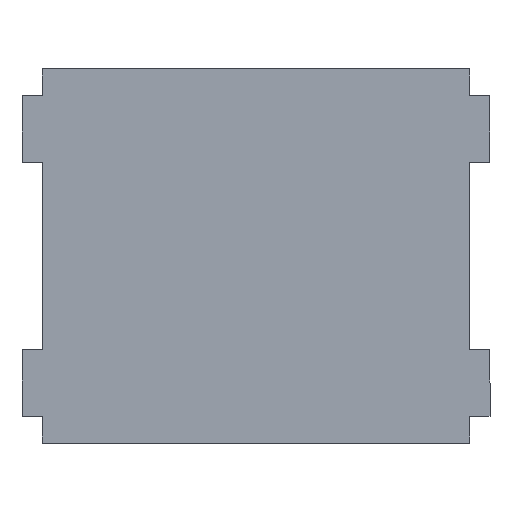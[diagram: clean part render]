
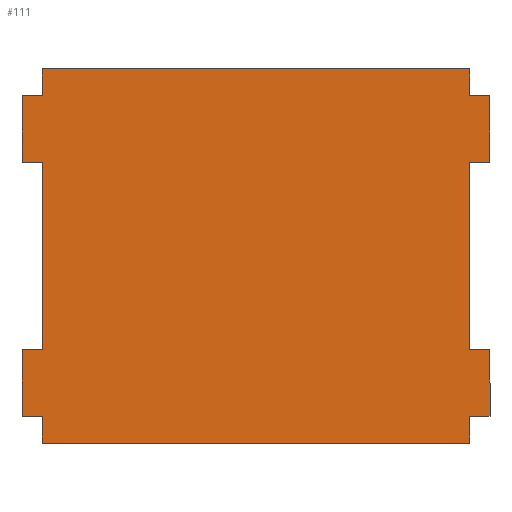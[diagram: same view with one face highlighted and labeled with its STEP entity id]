
A CAD part, front view. The second image highlights one B-rep face of the part: STEP entity #111.
In plain terms, the highlighted planar face has unit normal (0, -1, 0).
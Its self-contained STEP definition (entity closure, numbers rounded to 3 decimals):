
#3 = CARTESIAN_POINT ( 'NONE',  ( 1.6, 0., 1.4 ) ) ;
#4 = EDGE_CURVE ( 'NONE', #756, #329, #755, .T. ) ;
#5 = VERTEX_POINT ( 'NONE', #174 ) ;
#6 = ORIENTED_EDGE ( 'NONE', *, *, #700, .F. ) ;
#20 = CARTESIAN_POINT ( 'NONE',  ( -1.6, 0., 1.4 ) ) ;
#26 = VERTEX_POINT ( 'NONE', #109 ) ;
#27 = CARTESIAN_POINT ( 'NONE',  ( 1.75, 0., -1.2 ) ) ;
#29 = VECTOR ( 'NONE', #236, 1000. ) ;
#34 = EDGE_CURVE ( 'NONE', #437, #63, #715, .T. ) ;
#55 = CARTESIAN_POINT ( 'NONE',  ( 0., 0., 0. ) ) ;
#62 = VECTOR ( 'NONE', #688, 1000. ) ;
#63 = VERTEX_POINT ( 'NONE', #452 ) ;
#74 = EDGE_CURVE ( 'NONE', #625, #768, #120, .T. ) ;
#75 = ORIENTED_EDGE ( 'NONE', *, *, #578, .T. ) ;
#81 = DIRECTION ( 'NONE',  ( 0., 0., -1. ) ) ;
#84 = DIRECTION ( 'NONE',  ( 0., 0., 1. ) ) ;
#93 = CARTESIAN_POINT ( 'NONE',  ( 1.6, 0., 1.2 ) ) ;
#94 = LINE ( 'NONE', #674, #654 ) ;
#99 = DIRECTION ( 'NONE',  ( 1., 0., 0. ) ) ;
#101 = CARTESIAN_POINT ( 'NONE',  ( -1.6, 0., 1.4 ) ) ;
#104 = EDGE_CURVE ( 'NONE', #777, #26, #135, .T. ) ;
#107 = LINE ( 'NONE', #20, #762 ) ;
#108 = LINE ( 'NONE', #771, #704 ) ;
#109 = CARTESIAN_POINT ( 'NONE',  ( -1.75, 0., -1.2 ) ) ;
#111 = ADVANCED_FACE ( 'NONE', ( #733 ), #310, .T. ) ;
#113 = EDGE_CURVE ( 'NONE', #513, #5, #108, .T. ) ;
#118 = EDGE_CURVE ( 'NONE', #158, #777, #279, .T. ) ;
#120 = LINE ( 'NONE', #313, #521 ) ;
#124 = CARTESIAN_POINT ( 'NONE',  ( 1.6, 0., 1.4 ) ) ;
#128 = CARTESIAN_POINT ( 'NONE',  ( -1.6, 0., -0.7 ) ) ;
#132 = LINE ( 'NONE', #229, #508 ) ;
#135 = LINE ( 'NONE', #518, #408 ) ;
#148 = VECTOR ( 'NONE', #456, 1000. ) ;
#150 = DIRECTION ( 'NONE',  ( -1., 0., 0. ) ) ;
#158 = VERTEX_POINT ( 'NONE', #128 ) ;
#160 = CARTESIAN_POINT ( 'NONE',  ( 1.6, 0., -1.2 ) ) ;
#165 = VECTOR ( 'NONE', #798, 1000. ) ;
#174 = CARTESIAN_POINT ( 'NONE',  ( -1.6, 0., 0.7 ) ) ;
#178 = ORIENTED_EDGE ( 'NONE', *, *, #34, .T. ) ;
#192 = DIRECTION ( 'NONE',  ( -1., 0., 0. ) ) ;
#212 = EDGE_CURVE ( 'NONE', #717, #463, #811, .T. ) ;
#214 = EDGE_CURVE ( 'NONE', #245, #463, #667, .T. ) ;
#216 = ORIENTED_EDGE ( 'NONE', *, *, #4, .F. ) ;
#226 = CARTESIAN_POINT ( 'NONE',  ( 1.6, 0., 1.4 ) ) ;
#228 = ORIENTED_EDGE ( 'NONE', *, *, #214, .F. ) ;
#229 = CARTESIAN_POINT ( 'NONE',  ( -1.75, 0., 1.2 ) ) ;
#233 = CARTESIAN_POINT ( 'NONE',  ( 1.6, 0., 1.4 ) ) ;
#236 = DIRECTION ( 'NONE',  ( 1., 0., 0. ) ) ;
#238 = CARTESIAN_POINT ( 'NONE',  ( -1.75, 0., -0.7 ) ) ;
#243 = VECTOR ( 'NONE', #99, 1000. ) ;
#245 = VERTEX_POINT ( 'NONE', #840 ) ;
#252 = LINE ( 'NONE', #288, #29 ) ;
#256 = VERTEX_POINT ( 'NONE', #325 ) ;
#260 = DIRECTION ( 'NONE',  ( -1., 0., 0. ) ) ;
#269 = CARTESIAN_POINT ( 'NONE',  ( 1.6, 0., -0.7 ) ) ;
#271 = VECTOR ( 'NONE', #687, 1000. ) ;
#277 = CARTESIAN_POINT ( 'NONE',  ( -1.6, 0., -1.2 ) ) ;
#279 = LINE ( 'NONE', #442, #532 ) ;
#284 = CARTESIAN_POINT ( 'NONE',  ( 1.6, 0., 1.2 ) ) ;
#288 = CARTESIAN_POINT ( 'NONE',  ( -1.6, 0., -1.2 ) ) ;
#306 = ORIENTED_EDGE ( 'NONE', *, *, #800, .F. ) ;
#310 = PLANE ( 'NONE',  #673 ) ;
#313 = CARTESIAN_POINT ( 'NONE',  ( -1.6, 0., -1.4 ) ) ;
#318 = DIRECTION ( 'NONE',  ( 0., -1., 0. ) ) ;
#323 = VECTOR ( 'NONE', #409, 1000. ) ;
#325 = CARTESIAN_POINT ( 'NONE',  ( 1.6, 0., -1.2 ) ) ;
#329 = VERTEX_POINT ( 'NONE', #124 ) ;
#333 = LINE ( 'NONE', #233, #165 ) ;
#335 = ORIENTED_EDGE ( 'NONE', *, *, #74, .F. ) ;
#340 = CARTESIAN_POINT ( 'NONE',  ( 1.6, 0., 0.7 ) ) ;
#355 = CARTESIAN_POINT ( 'NONE',  ( 1.75, 0., -1.2 ) ) ;
#363 = CARTESIAN_POINT ( 'NONE',  ( 1.75, 0., -0.7 ) ) ;
#398 = LINE ( 'NONE', #226, #446 ) ;
#401 = VERTEX_POINT ( 'NONE', #277 ) ;
#404 = CARTESIAN_POINT ( 'NONE',  ( -1.75, 0., 0.7 ) ) ;
#408 = VECTOR ( 'NONE', #514, 1000. ) ;
#409 = DIRECTION ( 'NONE',  ( 1., 0., 0. ) ) ;
#411 = DIRECTION ( 'NONE',  ( 0., 0., 1. ) ) ;
#417 = DIRECTION ( 'NONE',  ( 1., 0., 0. ) ) ;
#420 = ORIENTED_EDGE ( 'NONE', *, *, #596, .T. ) ;
#437 = VERTEX_POINT ( 'NONE', #530 ) ;
#441 = ORIENTED_EDGE ( 'NONE', *, *, #515, .T. ) ;
#442 = CARTESIAN_POINT ( 'NONE',  ( -1.6, 0., -0.7 ) ) ;
#446 = VECTOR ( 'NONE', #81, 1000. ) ;
#452 = CARTESIAN_POINT ( 'NONE',  ( 1.75, 0., 1.2 ) ) ;
#456 = DIRECTION ( 'NONE',  ( 0., 0., -1. ) ) ;
#463 = VERTEX_POINT ( 'NONE', #527 ) ;
#467 = ORIENTED_EDGE ( 'NONE', *, *, #118, .T. ) ;
#470 = VECTOR ( 'NONE', #150, 1000. ) ;
#473 = CARTESIAN_POINT ( 'NONE',  ( -1.6, 0., 1.2 ) ) ;
#477 = DIRECTION ( 'NONE',  ( 0., 0., 1. ) ) ;
#482 = ORIENTED_EDGE ( 'NONE', *, *, #606, .F. ) ;
#501 = CARTESIAN_POINT ( 'NONE',  ( -1.6, 0., 1.2 ) ) ;
#503 = ORIENTED_EDGE ( 'NONE', *, *, #621, .F. ) ;
#507 = CARTESIAN_POINT ( 'NONE',  ( 1.75, 0., 1.2 ) ) ;
#508 = VECTOR ( 'NONE', #604, 1000. ) ;
#513 = VERTEX_POINT ( 'NONE', #404 ) ;
#514 = DIRECTION ( 'NONE',  ( 0., 0., -1. ) ) ;
#515 = EDGE_CURVE ( 'NONE', #736, #598, #790, .T. ) ;
#518 = CARTESIAN_POINT ( 'NONE',  ( -1.75, 0., -1.2 ) ) ;
#521 = VECTOR ( 'NONE', #260, 1000. ) ;
#527 = CARTESIAN_POINT ( 'NONE',  ( 1.6, 0., -0.7 ) ) ;
#530 = CARTESIAN_POINT ( 'NONE',  ( 1.75, 0., 0.7 ) ) ;
#532 = VECTOR ( 'NONE', #192, 1000. ) ;
#563 = EDGE_CURVE ( 'NONE', #256, #625, #398, .T. ) ;
#571 = ORIENTED_EDGE ( 'NONE', *, *, #104, .T. ) ;
#578 = EDGE_CURVE ( 'NONE', #598, #513, #132, .T. ) ;
#586 = EDGE_LOOP ( 'NONE', ( #482, #216, #6, #441, #75, #608, #503, #467, #571, #669, #306, #335, #600, #680, #420, #787, #228, #658, #178, #659 ) ) ;
#593 = LINE ( 'NONE', #101, #271 ) ;
#596 = EDGE_CURVE ( 'NONE', #707, #717, #809, .T. ) ;
#597 = VECTOR ( 'NONE', #723, 1000. ) ;
#598 = VERTEX_POINT ( 'NONE', #672 ) ;
#600 = ORIENTED_EDGE ( 'NONE', *, *, #563, .F. ) ;
#604 = DIRECTION ( 'NONE',  ( 0., 0., -1. ) ) ;
#606 = EDGE_CURVE ( 'NONE', #329, #630, #333, .T. ) ;
#608 = ORIENTED_EDGE ( 'NONE', *, *, #113, .T. ) ;
#609 = EDGE_CURVE ( 'NONE', #26, #401, #252, .T. ) ;
#617 = CARTESIAN_POINT ( 'NONE',  ( -1.6, 0., 1.4 ) ) ;
#621 = EDGE_CURVE ( 'NONE', #158, #5, #94, .T. ) ;
#623 = LINE ( 'NONE', #160, #323 ) ;
#625 = VERTEX_POINT ( 'NONE', #737 ) ;
#626 = CARTESIAN_POINT ( 'NONE',  ( -1.6, 0., 1.4 ) ) ;
#630 = VERTEX_POINT ( 'NONE', #284 ) ;
#631 = DIRECTION ( 'NONE',  ( 1., 0., 0. ) ) ;
#633 = LINE ( 'NONE', #93, #772 ) ;
#654 = VECTOR ( 'NONE', #477, 1000. ) ;
#658 = ORIENTED_EDGE ( 'NONE', *, *, #660, .T. ) ;
#659 = ORIENTED_EDGE ( 'NONE', *, *, #741, .T. ) ;
#660 = EDGE_CURVE ( 'NONE', #245, #437, #830, .T. ) ;
#666 = EDGE_CURVE ( 'NONE', #256, #707, #623, .T. ) ;
#667 = LINE ( 'NONE', #3, #148 ) ;
#669 = ORIENTED_EDGE ( 'NONE', *, *, #609, .T. ) ;
#672 = CARTESIAN_POINT ( 'NONE',  ( -1.75, 0., 1.2 ) ) ;
#673 = AXIS2_PLACEMENT_3D ( 'NONE', #55, #318, #831 ) ;
#674 = CARTESIAN_POINT ( 'NONE',  ( -1.6, 0., 1.4 ) ) ;
#680 = ORIENTED_EDGE ( 'NONE', *, *, #666, .T. ) ;
#687 = DIRECTION ( 'NONE',  ( 0., 0., 1. ) ) ;
#688 = DIRECTION ( 'NONE',  ( 0., 0., 1. ) ) ;
#700 = EDGE_CURVE ( 'NONE', #736, #756, #107, .T. ) ;
#702 = VECTOR ( 'NONE', #417, 1000. ) ;
#704 = VECTOR ( 'NONE', #631, 1000. ) ;
#707 = VERTEX_POINT ( 'NONE', #355 ) ;
#715 = LINE ( 'NONE', #507, #62 ) ;
#717 = VERTEX_POINT ( 'NONE', #363 ) ;
#723 = DIRECTION ( 'NONE',  ( -1., 0., 0. ) ) ;
#733 = FACE_OUTER_BOUND ( 'NONE', #586, .T. ) ;
#736 = VERTEX_POINT ( 'NONE', #501 ) ;
#737 = CARTESIAN_POINT ( 'NONE',  ( 1.6, 0., -1.4 ) ) ;
#741 = EDGE_CURVE ( 'NONE', #63, #630, #633, .T. ) ;
#755 = LINE ( 'NONE', #626, #243 ) ;
#756 = VERTEX_POINT ( 'NONE', #617 ) ;
#758 = CARTESIAN_POINT ( 'NONE',  ( -1.6, 0., -1.4 ) ) ;
#762 = VECTOR ( 'NONE', #84, 1000. ) ;
#768 = VERTEX_POINT ( 'NONE', #758 ) ;
#771 = CARTESIAN_POINT ( 'NONE',  ( -1.6, 0., 0.7 ) ) ;
#772 = VECTOR ( 'NONE', #808, 1000. ) ;
#777 = VERTEX_POINT ( 'NONE', #238 ) ;
#787 = ORIENTED_EDGE ( 'NONE', *, *, #212, .T. ) ;
#790 = LINE ( 'NONE', #473, #470 ) ;
#798 = DIRECTION ( 'NONE',  ( 0., 0., -1. ) ) ;
#800 = EDGE_CURVE ( 'NONE', #768, #401, #593, .T. ) ;
#801 = VECTOR ( 'NONE', #411, 1000. ) ;
#808 = DIRECTION ( 'NONE',  ( -1., 0., 0. ) ) ;
#809 = LINE ( 'NONE', #27, #801 ) ;
#811 = LINE ( 'NONE', #269, #597 ) ;
#830 = LINE ( 'NONE', #340, #702 ) ;
#831 = DIRECTION ( 'NONE',  ( 0., 0., -1. ) ) ;
#840 = CARTESIAN_POINT ( 'NONE',  ( 1.6, 0., 0.7 ) ) ;
